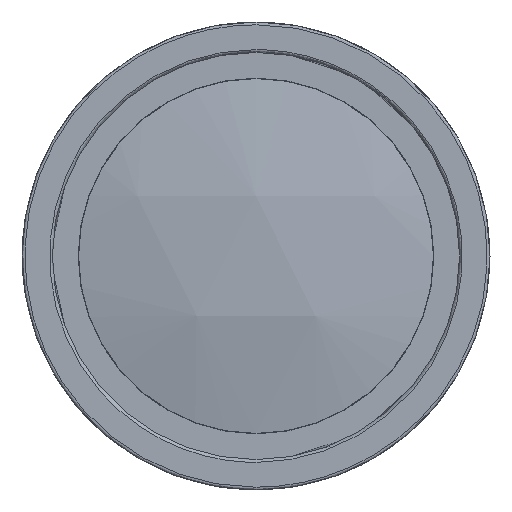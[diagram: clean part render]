
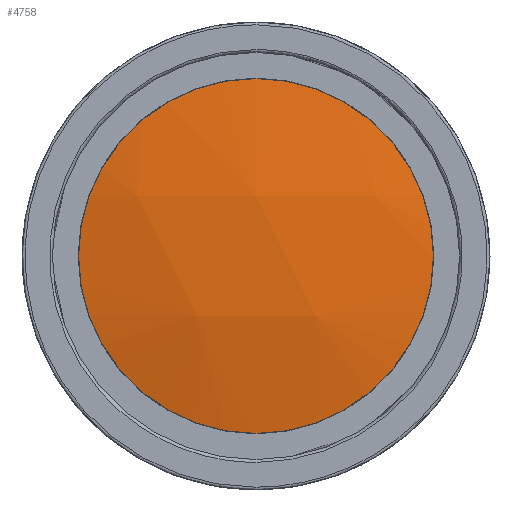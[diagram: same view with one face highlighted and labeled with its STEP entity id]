
A CAD part, left-side view. The second image highlights one B-rep face of the part: STEP entity #4758.
In plain terms, the highlighted spherical face has radius 81.935 mm.
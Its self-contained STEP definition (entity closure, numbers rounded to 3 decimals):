
#610 = DIRECTION ( 'NONE',  ( 0., 1., 0. ) ) ;
#649 = DIRECTION ( 'NONE',  ( -1., 0., 0. ) ) ;
#919 = EDGE_CURVE ( 'NONE', #1022, #1022, #6683, .T. ) ;
#956 = SPHERICAL_SURFACE ( 'NONE', #1075, 81.935 ) ;
#1022 = VERTEX_POINT ( 'NONE', #4580 ) ;
#1075 = AXIS2_PLACEMENT_3D ( 'NONE', #4064, #5827, #610 ) ;
#2279 = EDGE_LOOP ( 'NONE', ( #5683 ) ) ;
#2425 = CARTESIAN_POINT ( 'NONE',  ( 294.893, 0., 0. ) ) ;
#2693 = FACE_OUTER_BOUND ( 'NONE', #2279, .T. ) ;
#3028 = AXIS2_PLACEMENT_3D ( 'NONE', #2425, #649, #4890 ) ;
#4064 = CARTESIAN_POINT ( 'NONE',  ( 374.605, 0., 0. ) ) ;
#4580 = CARTESIAN_POINT ( 'NONE',  ( 294.893, 0., 18.958 ) ) ;
#4758 = ADVANCED_FACE ( 'NONE', ( #2693 ), #956, .T. ) ;
#4890 = DIRECTION ( 'NONE',  ( 0., 0., 1. ) ) ;
#5683 = ORIENTED_EDGE ( 'NONE', *, *, #919, .T. ) ;
#5827 = DIRECTION ( 'NONE',  ( 0., 0., -1. ) ) ;
#6683 = CIRCLE ( 'NONE', #3028, 18.958 ) ;
